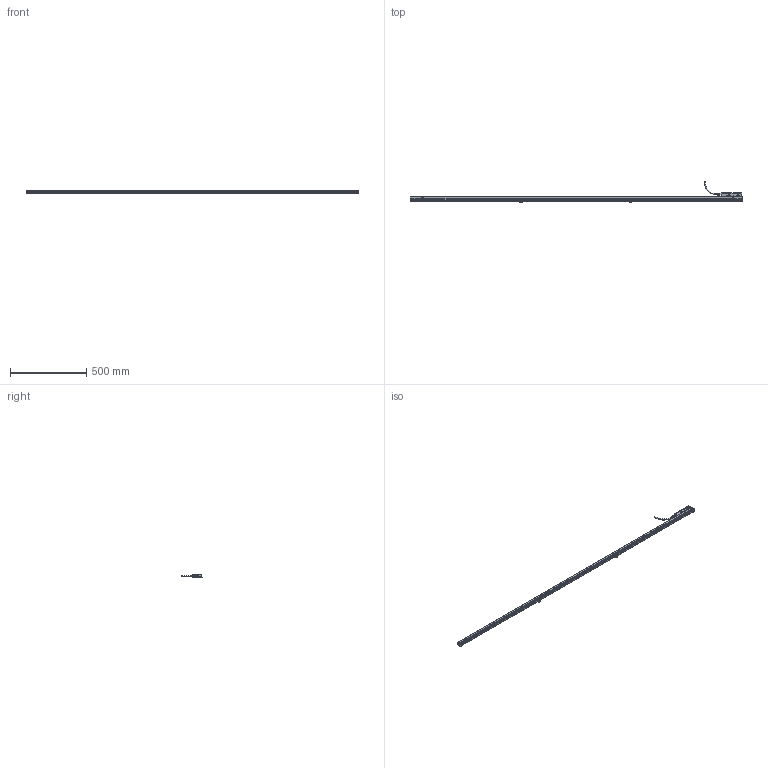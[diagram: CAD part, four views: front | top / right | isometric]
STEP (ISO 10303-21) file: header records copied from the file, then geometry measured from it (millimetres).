
FILE_DESCRIPTION(('CATIA V5 STEP'),'2;1');
FILE_NAME('SR27A-204-R.stp','2013-11-26T05:24:38+00:00',('none'),('none'),'CATIA Version 5 Release 19 SP 6 (IN-10)','CATIA V5 STEP AP214','none');
FILE_SCHEMA(('AUTOMOTIVE_DESIGN { 1 0 10303 214 1 1 1 1 }'));
Products named in the file (1): SR27A-204-R
Bounding box: 2178 x 141.2 x 17.85 mm (x, y, z)
Volume: 1102739.4 mm3; surface area: 294419.5 mm2
Topology: 1 solids, 75 shells, 3651 faces, 9739 edges, 6253 vertices
Faces by surface type: plane 1883, cylinder 1320, cone 190, torus 150, bspline 68, sphere 40
Entity records: 110006 total; most frequent: CARTESIAN_POINT 26381, ORIENTED_EDGE 19358, DIRECTION 13522, EDGE_CURVE 9679, VERTEX_POINT 6253, VECTOR 5920, LINE 5920, AXIS2_PLACEMENT_3D 5257
